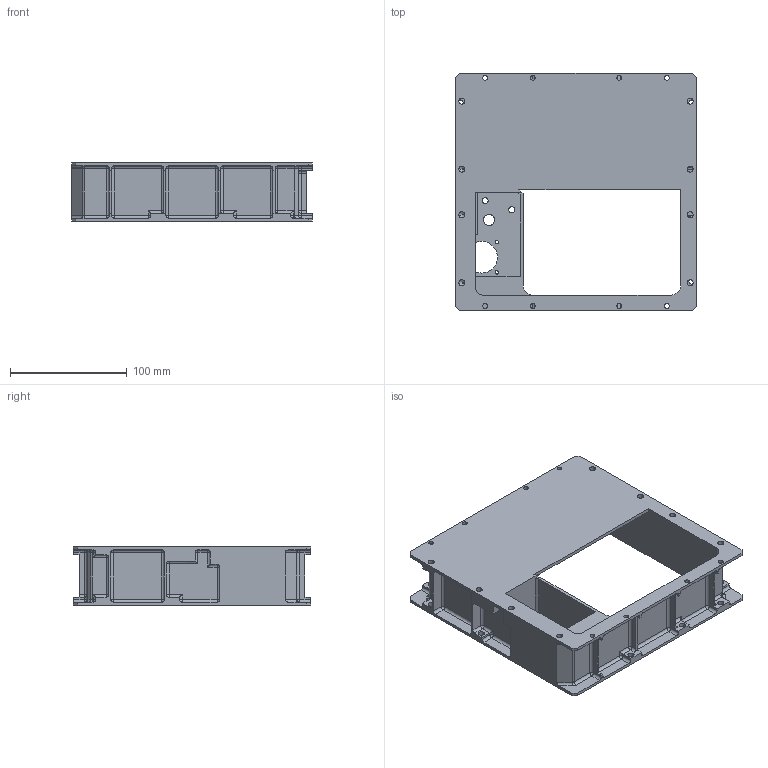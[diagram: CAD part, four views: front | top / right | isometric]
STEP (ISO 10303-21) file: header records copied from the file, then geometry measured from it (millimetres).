
FILE_DESCRIPTION (( 'STEP AP214' ), '1' );
FILE_NAME ('2004705A_modfor3Dprint.stp', '2020-09-28T14:51:38', ( '' ), ( '' ), 'SwSTEP 2.0', 'SolidWorks 2019', '' );
FILE_SCHEMA (( 'AUTOMOTIVE_DESIGN' ));
Length unit declared in the file: inch
Products named in the file (1): 2004705A_modfor3Dprint
Bounding box: 206.35 x 203.2 x 49.78 mm (x, y, z)
Volume: 258996.3 mm3; surface area: 167093.2 mm2
Topology: 1 solids, 1 shells, 588 faces, 1510 edges, 850 vertices
Faces by surface type: cylinder 294, plane 188, sphere 78, torus 18, cone 10
Entity records: 17181 total; most frequent: DIRECTION 3139, CARTESIAN_POINT 2979, ORIENTED_EDGE 2848, EDGE_CURVE 1424, AXIS2_PLACEMENT_3D 1156, VERTEX_POINT 850, VECTOR 827, LINE 827
